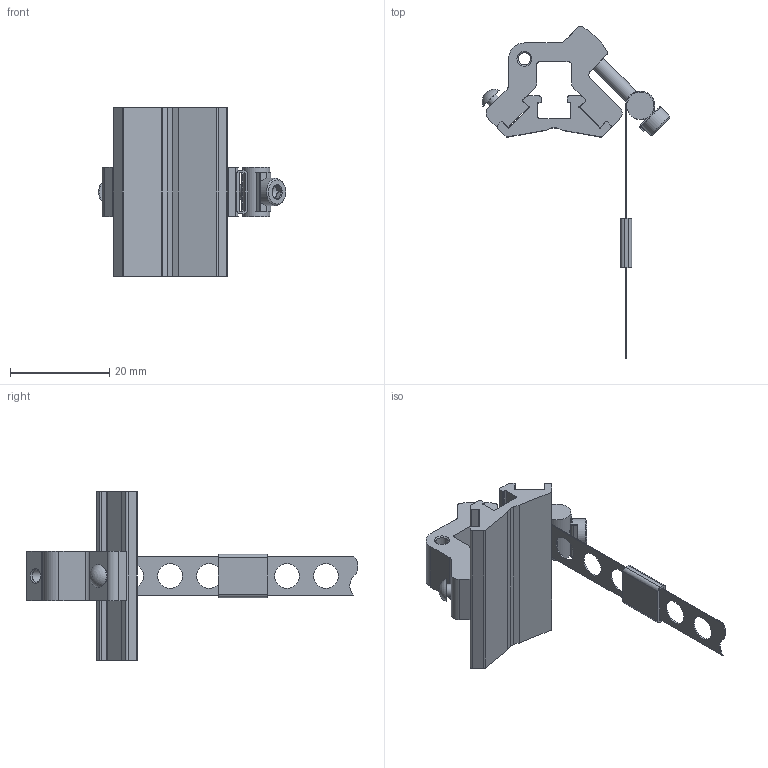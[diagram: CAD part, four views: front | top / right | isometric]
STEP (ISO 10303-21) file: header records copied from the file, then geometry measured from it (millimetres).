
FILE_DESCRIPTION(/* description */ ('STEP AP214'),/* implementation_level */ '2;1');
FILE_NAME(/* name */ '538937_SMBR-8-8_100-S6',/* time_stamp */ '2024-09-13T06:47:55+02:00',/* author */ ('License CC BY-ND 4.0'),/* organization */ ('CADENAS'),/* preprocessor_version */ 'ST-DEVELOPER v19.3',/* originating_system */ 'PARTsolutions',/* authorisation */ ' ');
FILE_SCHEMA (('AUTOMOTIVE_DESIGN {1 0 10303 214 3 1 1}'));
Length unit declared in the file: millimetre
Products named in the file (6): 538937 SMBR-8-8/100-S6; 306389 SMBR-8-8/100-S6; 306390 SMBR-8-8/100-S6; DIN-912 - M3x18(F); 1106869 SMBR-8-8/100-S6; 684934 SMBR-8-8/100-S6
Assembly tree (5 placements, depth 2):
  538937 SMBR-8-8/100-S6
    306389 SMBR-8-8/100-S6
    306390 SMBR-8-8/100-S6
    DIN-912 - M3x18(F)
    1106869 SMBR-8-8/100-S6
    684934 SMBR-8-8/100-S6
Bounding box: 37.8 x 66.88 x 34 mm (x, y, z)
Volume: 5548.9 mm3; surface area: 5923.8 mm2
Topology: 5 solids, 5 shells, 181 faces, 484 edges, 313 vertices
Faces by surface type: plane 90, cylinder 72, cone 17, torus 1, sphere 1
Full cylindrical faces by diameter (mm): 2.459 x2, 2.5 x2, 3 x1, 3.2 x1, 5 x5, 5.5 x2
Entity records: 5678 total; most frequent: CARTESIAN_POINT 990, DIRECTION 983, ORIENTED_EDGE 896, EDGE_CURVE 448, AXIS2_PLACEMENT_3D 357, VERTEX_POINT 306, LINE 269, VECTOR 269
